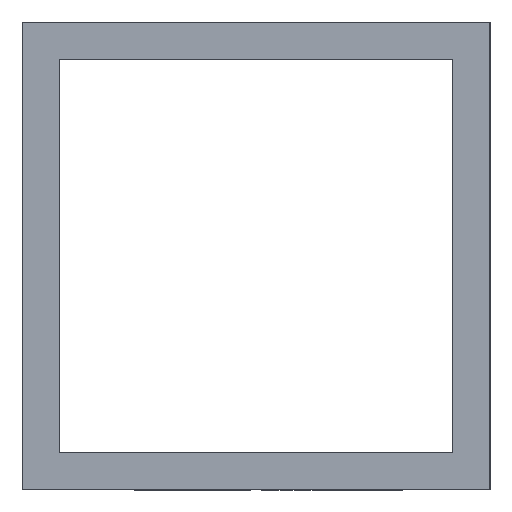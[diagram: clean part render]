
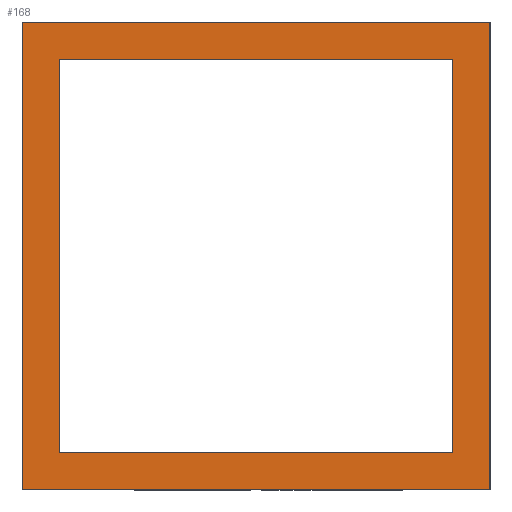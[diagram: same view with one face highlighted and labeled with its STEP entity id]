
A CAD part, left-side view. The second image highlights one B-rep face of the part: STEP entity #168.
In plain terms, the highlighted planar face has unit normal (-1, 0, 0).
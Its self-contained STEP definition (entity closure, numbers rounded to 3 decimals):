
#24 = VERTEX_POINT('',#25);
#25 = CARTESIAN_POINT('',(-85.,-12.5,12.5));
#31 = EDGE_CURVE('',#24,#32,#34,.T.);
#32 = VERTEX_POINT('',#33);
#33 = CARTESIAN_POINT('',(-85.,12.5,12.5));
#34 = LINE('',#35,#36);
#35 = CARTESIAN_POINT('',(-85.,-12.5,12.5));
#36 = VECTOR('',#37,1.);
#37 = DIRECTION('',(0.,1.,0.));
#75 = VERTEX_POINT('',#76);
#76 = CARTESIAN_POINT('',(-85.,-12.5,-12.5));
#82 = EDGE_CURVE('',#75,#24,#83,.T.);
#83 = LINE('',#84,#85);
#84 = CARTESIAN_POINT('',(-85.,-12.5,-12.5));
#85 = VECTOR('',#86,1.);
#86 = DIRECTION('',(0.,0.,1.));
#168 = ADVANCED_FACE('',(#169,#187),#221,.F.);
#169 = FACE_BOUND('',#170,.T.);
#170 = EDGE_LOOP('',(#171,#172,#180,#186));
#171 = ORIENTED_EDGE('',*,*,#31,.T.);
#172 = ORIENTED_EDGE('',*,*,#173,.T.);
#173 = EDGE_CURVE('',#32,#174,#176,.T.);
#174 = VERTEX_POINT('',#175);
#175 = CARTESIAN_POINT('',(-85.,12.5,-12.5));
#176 = LINE('',#177,#178);
#177 = CARTESIAN_POINT('',(-85.,12.5,12.5));
#178 = VECTOR('',#179,1.);
#179 = DIRECTION('',(0.,0.,-1.));
#180 = ORIENTED_EDGE('',*,*,#181,.T.);
#181 = EDGE_CURVE('',#174,#75,#182,.T.);
#182 = LINE('',#183,#184);
#183 = CARTESIAN_POINT('',(-85.,12.5,-12.5));
#184 = VECTOR('',#185,1.);
#185 = DIRECTION('',(0.,-1.,0.));
#186 = ORIENTED_EDGE('',*,*,#82,.T.);
#187 = FACE_BOUND('',#188,.F.);
#188 = EDGE_LOOP('',(#189,#199,#207,#215));
#189 = ORIENTED_EDGE('',*,*,#190,.T.);
#190 = EDGE_CURVE('',#191,#193,#195,.T.);
#191 = VERTEX_POINT('',#192);
#192 = CARTESIAN_POINT('',(-85.,-10.5,10.5));
#193 = VERTEX_POINT('',#194);
#194 = CARTESIAN_POINT('',(-85.,10.5,10.5));
#195 = LINE('',#196,#197);
#196 = CARTESIAN_POINT('',(-85.,-10.5,10.5));
#197 = VECTOR('',#198,1.);
#198 = DIRECTION('',(0.,1.,0.));
#199 = ORIENTED_EDGE('',*,*,#200,.T.);
#200 = EDGE_CURVE('',#193,#201,#203,.T.);
#201 = VERTEX_POINT('',#202);
#202 = CARTESIAN_POINT('',(-85.,10.5,-10.5));
#203 = LINE('',#204,#205);
#204 = CARTESIAN_POINT('',(-85.,10.5,10.5));
#205 = VECTOR('',#206,1.);
#206 = DIRECTION('',(0.,0.,-1.));
#207 = ORIENTED_EDGE('',*,*,#208,.T.);
#208 = EDGE_CURVE('',#201,#209,#211,.T.);
#209 = VERTEX_POINT('',#210);
#210 = CARTESIAN_POINT('',(-85.,-10.5,-10.5));
#211 = LINE('',#212,#213);
#212 = CARTESIAN_POINT('',(-85.,10.5,-10.5));
#213 = VECTOR('',#214,1.);
#214 = DIRECTION('',(0.,-1.,0.));
#215 = ORIENTED_EDGE('',*,*,#216,.T.);
#216 = EDGE_CURVE('',#209,#191,#217,.T.);
#217 = LINE('',#218,#219);
#218 = CARTESIAN_POINT('',(-85.,-10.5,-10.5));
#219 = VECTOR('',#220,1.);
#220 = DIRECTION('',(0.,0.,1.));
#221 = PLANE('',#222);
#222 = AXIS2_PLACEMENT_3D('',#223,#224,#225);
#223 = CARTESIAN_POINT('',(-85.,0.,0.));
#224 = DIRECTION('',(1.,0.,0.));
#225 = DIRECTION('',(0.,0.,1.));
